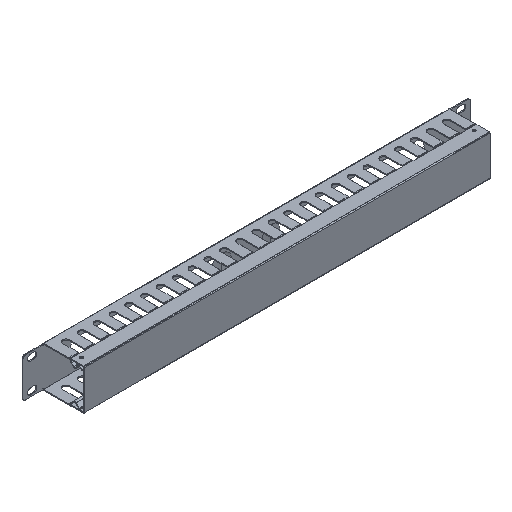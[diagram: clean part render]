
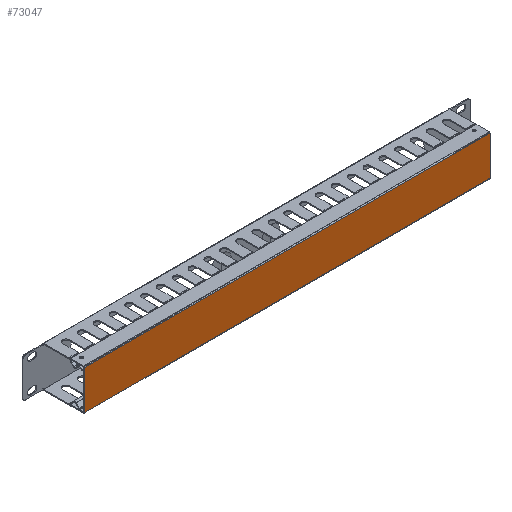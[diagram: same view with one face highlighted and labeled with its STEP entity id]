
A CAD part, isometric view. The second image highlights one B-rep face of the part: STEP entity #73047.
In plain terms, the highlighted planar face has unit normal (0, -1, 0).
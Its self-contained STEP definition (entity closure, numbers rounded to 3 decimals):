
#72217 = VERTEX_POINT('',#72218);
#72218 = CARTESIAN_POINT('',(218.5,-1.,-21.));
#72233 = CYLINDRICAL_SURFACE('',#72234,1.);
#72234 = AXIS2_PLACEMENT_3D('',#72235,#72236,#72237);
#72235 = CARTESIAN_POINT('',(218.5,0.,-21.));
#72236 = DIRECTION('',(-1.,0.,0.));
#72237 = DIRECTION('',(0.,-1.,0.));
#72259 = PLANE('',#72260);
#72260 = AXIS2_PLACEMENT_3D('',#72261,#72262,#72263);
#72261 = CARTESIAN_POINT('',(218.5,0.,21.));
#72262 = DIRECTION('',(1.,0.,0.));
#72263 = DIRECTION('',(0.,0.,-1.));
#72489 = PLANE('',#72490);
#72490 = AXIS2_PLACEMENT_3D('',#72491,#72492,#72493);
#72491 = CARTESIAN_POINT('',(-218.5,0.,-21.));
#72492 = DIRECTION('',(-1.,0.,0.));
#72493 = DIRECTION('',(0.,0.,1.));
#72647 = VERTEX_POINT('',#72648);
#72648 = CARTESIAN_POINT('',(-218.5,-1.,-21.));
#72670 = EDGE_CURVE('',#72217,#72647,#72671,.T.);
#72671 = SURFACE_CURVE('',#72672,(#72676,#72683),.PCURVE_S1.);
#72672 = LINE('',#72673,#72674);
#72673 = CARTESIAN_POINT('',(218.5,-1.,-21.));
#72674 = VECTOR('',#72675,1.);
#72675 = DIRECTION('',(-1.,0.,0.));
#72676 = PCURVE('',#72233,#72677);
#72677 = DEFINITIONAL_REPRESENTATION('',(#72678),#72682);
#72678 = LINE('',#72679,#72680);
#72679 = CARTESIAN_POINT('',(-0.,0.));
#72680 = VECTOR('',#72681,1.);
#72681 = DIRECTION('',(-0.,1.));
#72682 = ( GEOMETRIC_REPRESENTATION_CONTEXT(2) 
PARAMETRIC_REPRESENTATION_CONTEXT() REPRESENTATION_CONTEXT('2D SPACE',''
  ) );
#72683 = PCURVE('',#72684,#72689);
#72684 = PLANE('',#72685);
#72685 = AXIS2_PLACEMENT_3D('',#72686,#72687,#72688);
#72686 = CARTESIAN_POINT('',(0.,-1.,0.));
#72687 = DIRECTION('',(0.,1.,0.));
#72688 = DIRECTION('',(0.,0.,1.));
#72689 = DEFINITIONAL_REPRESENTATION('',(#72690),#72694);
#72690 = LINE('',#72691,#72692);
#72691 = CARTESIAN_POINT('',(-21.,218.5));
#72692 = VECTOR('',#72693,1.);
#72693 = DIRECTION('',(0.,-1.));
#72694 = ( GEOMETRIC_REPRESENTATION_CONTEXT(2) 
PARAMETRIC_REPRESENTATION_CONTEXT() REPRESENTATION_CONTEXT('2D SPACE',''
  ) );
#72700 = VERTEX_POINT('',#72701);
#72701 = CARTESIAN_POINT('',(218.5,-1.,21.));
#72727 = EDGE_CURVE('',#72700,#72217,#72728,.T.);
#72728 = SURFACE_CURVE('',#72729,(#72733,#72740),.PCURVE_S1.);
#72729 = LINE('',#72730,#72731);
#72730 = CARTESIAN_POINT('',(218.5,-1.,21.));
#72731 = VECTOR('',#72732,1.);
#72732 = DIRECTION('',(0.,0.,-1.));
#72733 = PCURVE('',#72259,#72734);
#72734 = DEFINITIONAL_REPRESENTATION('',(#72735),#72739);
#72735 = LINE('',#72736,#72737);
#72736 = CARTESIAN_POINT('',(0.,-1.));
#72737 = VECTOR('',#72738,1.);
#72738 = DIRECTION('',(1.,0.));
#72739 = ( GEOMETRIC_REPRESENTATION_CONTEXT(2) 
PARAMETRIC_REPRESENTATION_CONTEXT() REPRESENTATION_CONTEXT('2D SPACE',''
  ) );
#72740 = PCURVE('',#72684,#72741);
#72741 = DEFINITIONAL_REPRESENTATION('',(#72742),#72746);
#72742 = LINE('',#72743,#72744);
#72743 = CARTESIAN_POINT('',(21.,218.5));
#72744 = VECTOR('',#72745,1.);
#72745 = DIRECTION('',(-1.,0.));
#72746 = ( GEOMETRIC_REPRESENTATION_CONTEXT(2) 
PARAMETRIC_REPRESENTATION_CONTEXT() REPRESENTATION_CONTEXT('2D SPACE',''
  ) );
#72992 = EDGE_CURVE('',#72647,#72993,#72995,.T.);
#72993 = VERTEX_POINT('',#72994);
#72994 = CARTESIAN_POINT('',(-218.5,-1.,21.));
#72995 = SURFACE_CURVE('',#72996,(#73000,#73007),.PCURVE_S1.);
#72996 = LINE('',#72997,#72998);
#72997 = CARTESIAN_POINT('',(-218.5,-1.,-21.));
#72998 = VECTOR('',#72999,1.);
#72999 = DIRECTION('',(0.,0.,1.));
#73000 = PCURVE('',#72489,#73001);
#73001 = DEFINITIONAL_REPRESENTATION('',(#73002),#73006);
#73002 = LINE('',#73003,#73004);
#73003 = CARTESIAN_POINT('',(0.,-1.));
#73004 = VECTOR('',#73005,1.);
#73005 = DIRECTION('',(1.,0.));
#73006 = ( GEOMETRIC_REPRESENTATION_CONTEXT(2) 
PARAMETRIC_REPRESENTATION_CONTEXT() REPRESENTATION_CONTEXT('2D SPACE',''
  ) );
#73007 = PCURVE('',#72684,#73008);
#73008 = DEFINITIONAL_REPRESENTATION('',(#73009),#73013);
#73009 = LINE('',#73010,#73011);
#73010 = CARTESIAN_POINT('',(-21.,-218.5));
#73011 = VECTOR('',#73012,1.);
#73012 = DIRECTION('',(1.,0.));
#73013 = ( GEOMETRIC_REPRESENTATION_CONTEXT(2) 
PARAMETRIC_REPRESENTATION_CONTEXT() REPRESENTATION_CONTEXT('2D SPACE',''
  ) );
#73047 = ADVANCED_FACE('',(#73048),#72684,.F.);
#73048 = FACE_BOUND('',#73049,.F.);
#73049 = EDGE_LOOP('',(#73050,#73076,#73077,#73078));
#73050 = ORIENTED_EDGE('',*,*,#73051,.T.);
#73051 = EDGE_CURVE('',#72993,#72700,#73052,.T.);
#73052 = SURFACE_CURVE('',#73053,(#73057,#73064),.PCURVE_S1.);
#73053 = LINE('',#73054,#73055);
#73054 = CARTESIAN_POINT('',(-218.5,-1.,21.));
#73055 = VECTOR('',#73056,1.);
#73056 = DIRECTION('',(1.,0.,0.));
#73057 = PCURVE('',#72684,#73058);
#73058 = DEFINITIONAL_REPRESENTATION('',(#73059),#73063);
#73059 = LINE('',#73060,#73061);
#73060 = CARTESIAN_POINT('',(21.,-218.5));
#73061 = VECTOR('',#73062,1.);
#73062 = DIRECTION('',(0.,1.));
#73063 = ( GEOMETRIC_REPRESENTATION_CONTEXT(2) 
PARAMETRIC_REPRESENTATION_CONTEXT() REPRESENTATION_CONTEXT('2D SPACE',''
  ) );
#73064 = PCURVE('',#73065,#73070);
#73065 = CYLINDRICAL_SURFACE('',#73066,1.);
#73066 = AXIS2_PLACEMENT_3D('',#73067,#73068,#73069);
#73067 = CARTESIAN_POINT('',(-218.5,0.,21.));
#73068 = DIRECTION('',(1.,0.,0.));
#73069 = DIRECTION('',(0.,-1.,0.));
#73070 = DEFINITIONAL_REPRESENTATION('',(#73071),#73075);
#73071 = LINE('',#73072,#73073);
#73072 = CARTESIAN_POINT('',(-0.,0.));
#73073 = VECTOR('',#73074,1.);
#73074 = DIRECTION('',(-0.,1.));
#73075 = ( GEOMETRIC_REPRESENTATION_CONTEXT(2) 
PARAMETRIC_REPRESENTATION_CONTEXT() REPRESENTATION_CONTEXT('2D SPACE',''
  ) );
#73076 = ORIENTED_EDGE('',*,*,#72727,.T.);
#73077 = ORIENTED_EDGE('',*,*,#72670,.T.);
#73078 = ORIENTED_EDGE('',*,*,#72992,.T.);
